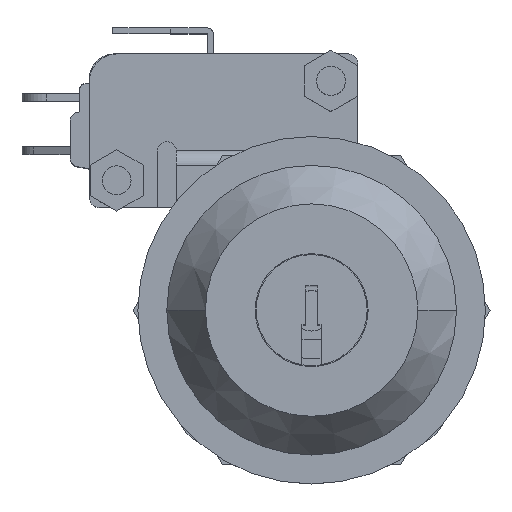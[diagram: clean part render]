
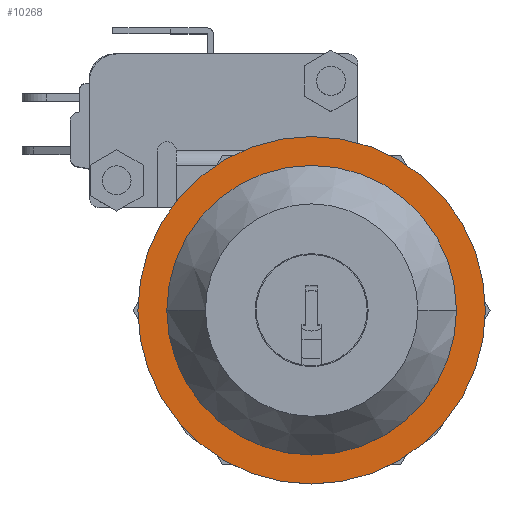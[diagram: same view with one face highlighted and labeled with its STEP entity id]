
A CAD part, top view. The second image highlights one B-rep face of the part: STEP entity #10268.
In plain terms, the highlighted planar face has unit normal (0, 0, 1).
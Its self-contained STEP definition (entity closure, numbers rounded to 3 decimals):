
#1318 = CARTESIAN_POINT ( 'NONE',  ( 0., 0., 0.5 ) ) ;
#1319 = DIRECTION ( 'NONE',  ( 0., 0., 1. ) ) ;
#1320 = DIRECTION ( 'NONE',  ( 1., 0., 0. ) ) ;
#1328 = CARTESIAN_POINT ( 'NONE',  ( 0., 0., 0.5 ) ) ;
#1329 = DIRECTION ( 'NONE',  ( 0., 0., 1. ) ) ;
#1330 = DIRECTION ( 'NONE',  ( 1., 0., 0. ) ) ;
#1336 = CARTESIAN_POINT ( 'NONE',  ( 0., 0., 0.5 ) ) ;
#1337 = DIRECTION ( 'NONE',  ( 0., 0., 1. ) ) ;
#1338 = DIRECTION ( 'NONE',  ( 1., 0., 0. ) ) ;
#1339 = CARTESIAN_POINT ( 'NONE',  ( 0., 0., 0.5 ) ) ;
#1340 = DIRECTION ( 'NONE',  ( 0., 0., 1. ) ) ;
#1341 = DIRECTION ( 'NONE',  ( 1., 0., 0. ) ) ;
#4133 = PLANE ( 'NONE',  #8076 ) ;
#4134 = CARTESIAN_POINT ( 'NONE',  ( 0., 0., 0.5 ) ) ;
#4135 = DIRECTION ( 'NONE',  ( 0., 0., 1. ) ) ;
#4136 = DIRECTION ( 'NONE',  ( 1., 0., 0. ) ) ;
#5664 = CARTESIAN_POINT ( 'NONE',  ( -13.25, 0., 0.5 ) ) ;
#5665 = CARTESIAN_POINT ( 'NONE',  ( -18., 0., 0.5 ) ) ;
#5666 = CARTESIAN_POINT ( 'NONE',  ( 18., 0., 0.5 ) ) ;
#5668 = CARTESIAN_POINT ( 'NONE',  ( 13.25, 0., 0.5 ) ) ;
#6129 = CIRCLE ( 'NONE', #6131, 13.25 ) ;
#6131 = AXIS2_PLACEMENT_3D ( 'NONE', #1318, #1319, #1320 ) ;
#6132 = CIRCLE ( 'NONE', #6145, 13.25 ) ;
#6136 = CIRCLE ( 'NONE', #6138, 18. ) ;
#6138 = AXIS2_PLACEMENT_3D ( 'NONE', #1328, #1329, #1330 ) ;
#6141 = CIRCLE ( 'NONE', #6143, 18. ) ;
#6143 = AXIS2_PLACEMENT_3D ( 'NONE', #1336, #1337, #1338 ) ;
#6145 = AXIS2_PLACEMENT_3D ( 'NONE', #1339, #1340, #1341 ) ;
#8076 = AXIS2_PLACEMENT_3D ( 'NONE', #4134, #4135, #4136 ) ;
#9254 = EDGE_CURVE ( 'NONE', #12787, #12791, #6129, .T. ) ;
#9258 = EDGE_CURVE ( 'NONE', #12789, #12788, #6136, .T. ) ;
#9261 = EDGE_CURVE ( 'NONE', #12788, #12789, #6141, .T. ) ;
#9262 = EDGE_CURVE ( 'NONE', #12791, #12787, #6132, .T. ) ;
#10268 = ADVANCED_FACE ( 'NONE', ( #14489, #14490 ), #4133, .T. ) ;
#12116 = EDGE_LOOP ( 'NONE', ( #15635, #15638 ) ) ;
#12117 = EDGE_LOOP ( 'NONE', ( #15636, #15639 ) ) ;
#12787 = VERTEX_POINT ( 'NONE', #5664 ) ;
#12788 = VERTEX_POINT ( 'NONE', #5665 ) ;
#12789 = VERTEX_POINT ( 'NONE', #5666 ) ;
#12791 = VERTEX_POINT ( 'NONE', #5668 ) ;
#14489 = FACE_OUTER_BOUND ( 'NONE', #12116, .T. ) ;
#14490 = FACE_BOUND ( 'NONE', #12117, .T. ) ;
#15635 = ORIENTED_EDGE ( 'NONE', *, *, #9261, .T. ) ;
#15636 = ORIENTED_EDGE ( 'NONE', *, *, #9254, .F. ) ;
#15638 = ORIENTED_EDGE ( 'NONE', *, *, #9258, .T. ) ;
#15639 = ORIENTED_EDGE ( 'NONE', *, *, #9262, .F. ) ;
